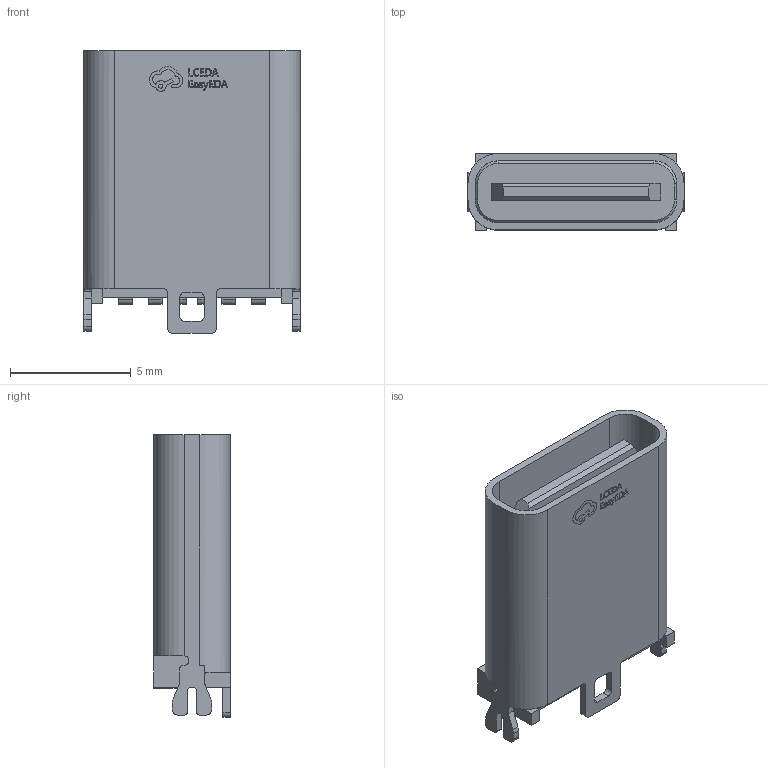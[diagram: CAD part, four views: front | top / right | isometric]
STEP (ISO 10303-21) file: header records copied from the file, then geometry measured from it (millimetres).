
FILE_DESCRIPTION (( 'STEP AP214' ), '1' );
FILE_NAME ('USB-C-SMD_TYPE-C-6P-LT-10.5.step', '2022-07-15T09:24:34', ( '' ), ( '' ), 'SwSTEP 2.0', 'SolidWorks 2020', '' );
FILE_SCHEMA (( 'AUTOMOTIVE_DESIGN' ));
Length unit declared in the file: millimetre
Products named in the file (1): USB-C-SMD_TYPE-C-6P-LT-10.5
Bounding box: 8.94 x 3.16 x 11.7 mm (x, y, z)
Volume: 220.3 mm3; surface area: 683.7 mm2
Topology: 15 solids, 15 shells, 458 faces, 1233 edges, 818 vertices
Faces by surface type: plane 294, bspline 112, cylinder 48, cone 4
Entity records: 20088 total; most frequent: CARTESIAN_POINT 4680, ORIENTED_EDGE 2466, DIRECTION 1793, EDGE_CURVE 1233, VECTOR 899, LINE 899, VERTEX_POINT 818, EDGE_LOOP 487
